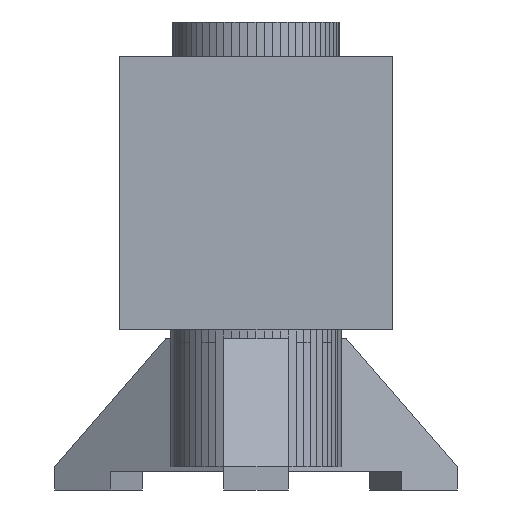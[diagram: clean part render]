
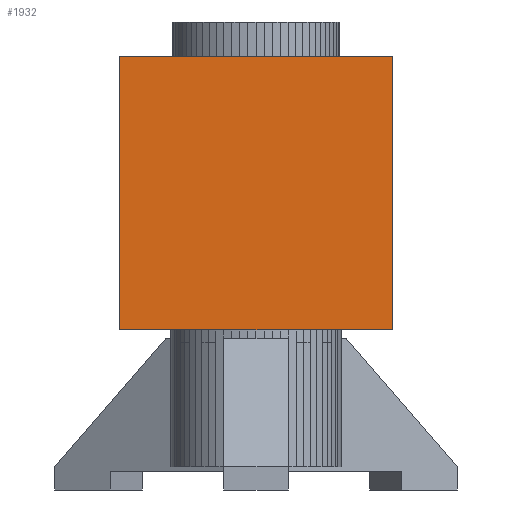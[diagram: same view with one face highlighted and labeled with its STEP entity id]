
A CAD part, left-side view. The second image highlights one B-rep face of the part: STEP entity #1932.
In plain terms, the highlighted planar face has unit normal (-1, 0, 0).
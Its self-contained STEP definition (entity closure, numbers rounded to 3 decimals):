
#1932=ADVANCED_FACE('',(#4018),#4020,.T.);
#4018=FACE_BOUND('',#4019,.T.);
#4019=EDGE_LOOP('',(#5703,#5704,#5705,#5706,#5707,#5708,#5709,#5710,#5711));
#4020=PLANE('',#4021);
#4021=AXIS2_PLACEMENT_3D('',#4022,#4023,#4024);
#4022=CARTESIAN_POINT('',(11.064,-54.719,96.));
#4023=DIRECTION('',(-1.,0.,0.));
#4024=DIRECTION('',(0.,1.,0.));
#5703=ORIENTED_EDGE('',*,*,#6881,.T.);
#5704=ORIENTED_EDGE('',*,*,#6882,.F.);
#5705=ORIENTED_EDGE('',*,*,#6883,.F.);
#5706=ORIENTED_EDGE('',*,*,#6884,.T.);
#5707=ORIENTED_EDGE('',*,*,#6885,.T.);
#5708=ORIENTED_EDGE('',*,*,#6886,.T.);
#5709=ORIENTED_EDGE('',*,*,#6887,.T.);
#5710=ORIENTED_EDGE('',*,*,#6476,.T.);
#5711=ORIENTED_EDGE('',*,*,#6880,.T.);
#6476=EDGE_CURVE('',#7534,#7532,#7535,.T.);
#6880=EDGE_CURVE('',#7532,#8155,#8157,.T.);
#6881=EDGE_CURVE('',#8155,#8158,#8159,.T.);
#6882=EDGE_CURVE('',#8160,#8158,#8161,.T.);
#6883=EDGE_CURVE('',#8162,#8160,#8163,.T.);
#6884=EDGE_CURVE('',#8162,#8164,#8165,.T.);
#6885=EDGE_CURVE('',#8164,#8166,#8167,.T.);
#6886=EDGE_CURVE('',#8166,#8168,#8169,.T.);
#6887=EDGE_CURVE('',#8168,#7534,#8170,.T.);
#7532=VERTEX_POINT('',#9413);
#7534=VERTEX_POINT('',#9417);
#7535=LINE('',#9418,#9419);
#8155=VERTEX_POINT('',#10844);
#8157=LINE('',#10848,#10849);
#8158=VERTEX_POINT('',#10851);
#8159=LINE('',#10852,#10853);
#8160=VERTEX_POINT('',#10855);
#8161=LINE('',#10856,#10857);
#8162=VERTEX_POINT('',#10859);
#8163=LINE('',#10860,#10861);
#8164=VERTEX_POINT('',#10863);
#8165=LINE('',#10864,#10865);
#8166=VERTEX_POINT('',#10867);
#8167=LINE('',#10868,#10869);
#8168=VERTEX_POINT('',#10871);
#8169=LINE('',#10872,#10873);
#8170=LINE('',#10875,#10876);
#9413=CARTESIAN_POINT('',(11.064,-54.719,95.998));
#9417=CARTESIAN_POINT('',(11.064,-75.283,95.998));
#9418=CARTESIAN_POINT('',(11.064,-75.283,95.998));
#9419=VECTOR('',#9420,1.);
#9420=DIRECTION('',(0.,1.,0.));
#10844=CARTESIAN_POINT('',(11.064,-54.719,96.));
#10848=CARTESIAN_POINT('',(11.064,-54.719,95.998));
#10849=VECTOR('',#10850,1.);
#10850=DIRECTION('',(0.,0.,1.));
#10851=CARTESIAN_POINT('',(11.064,-33.,96.));
#10852=CARTESIAN_POINT('',(11.064,-54.719,96.));
#10853=VECTOR('',#10854,1.);
#10854=DIRECTION('',(0.,1.,0.));
#10855=CARTESIAN_POINT('',(11.064,-33.,32.));
#10856=CARTESIAN_POINT('',(11.064,-33.,32.));
#10857=VECTOR('',#10858,1.);
#10858=DIRECTION('',(0.,0.,1.));
#10859=CARTESIAN_POINT('',(11.064,-65.,32.));
#10860=CARTESIAN_POINT('',(11.064,-65.,32.));
#10861=VECTOR('',#10862,1.);
#10862=DIRECTION('',(0.,1.,0.));
#10863=CARTESIAN_POINT('',(11.064,-97.,32.));
#10864=CARTESIAN_POINT('',(11.064,-65.,32.));
#10865=VECTOR('',#10866,1.);
#10866=DIRECTION('',(0.,-1.,0.));
#10867=CARTESIAN_POINT('',(11.064,-97.,96.));
#10868=CARTESIAN_POINT('',(11.064,-97.,32.));
#10869=VECTOR('',#10870,1.);
#10870=DIRECTION('',(0.,0.,1.));
#10871=CARTESIAN_POINT('',(11.064,-75.283,96.));
#10872=CARTESIAN_POINT('',(11.064,-97.,96.));
#10873=VECTOR('',#10874,1.);
#10874=DIRECTION('',(0.,1.,0.));
#10875=CARTESIAN_POINT('',(11.064,-75.283,96.));
#10876=VECTOR('',#10877,1.);
#10877=DIRECTION('',(0.,0.,-1.));
